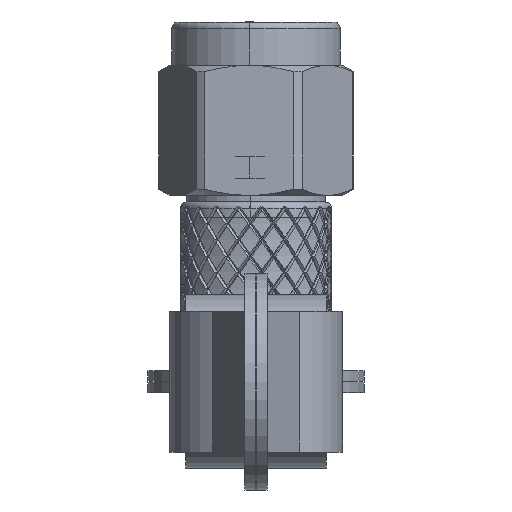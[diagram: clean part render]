
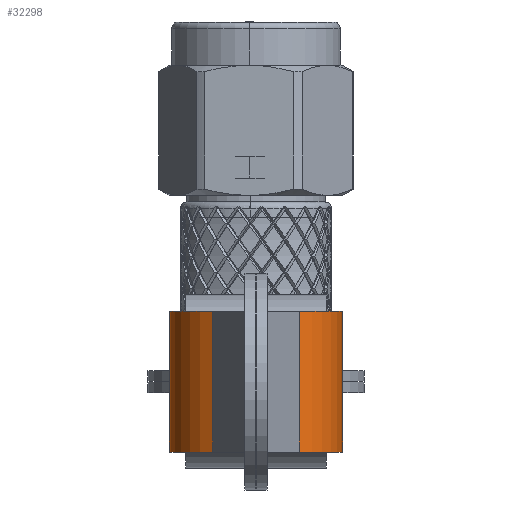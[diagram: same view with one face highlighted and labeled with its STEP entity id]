
A CAD part, front view. The second image highlights one B-rep face of the part: STEP entity #32298.
In plain terms, the highlighted cylindrical face has radius 4 mm (diameter 8 mm), a partial arc.
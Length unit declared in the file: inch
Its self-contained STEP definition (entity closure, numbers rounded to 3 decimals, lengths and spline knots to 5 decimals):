
#1051 = CARTESIAN_POINT ( 'NONE',  ( -0.58809, 0.40852, -0.02657 ) ) ;
#1977 = CARTESIAN_POINT ( 'NONE',  ( -0.63412, 0.41201, 0.04218 ) ) ;
#2373 = VERTEX_POINT ( 'NONE', #62210 ) ;
#5551 = VERTEX_POINT ( 'NONE', #58636 ) ;
#5923 = CARTESIAN_POINT ( 'NONE',  ( -0.62277, 0.25485, -0.12795 ) ) ;
#6524 = CARTESIAN_POINT ( 'NONE',  ( -0.62852, 0.41233, -0.04331 ) ) ;
#6976 = FACE_OUTER_BOUND ( 'NONE', #31103, .T. ) ;
#9189 = EDGE_LOOP ( 'NONE', ( #45050, #48276 ) ) ;
#10310 = CIRCLE ( 'NONE', #56494, 0.15748 ) ;
#11806 = FACE_BOUND ( 'NONE', #9189, .T. ) ;
#11973 = CARTESIAN_POINT ( 'NONE',  ( -0.66055, 0.40775, 0.02194 ) ) ;
#12578 = LINE ( 'NONE', #17112, #53549 ) ;
#13010 = DIRECTION ( 'NONE',  ( 0., 1., 0. ) ) ;
#14432 = AXIS2_PLACEMENT_3D ( 'NONE', #5923, #30025, #35844 ) ;
#15544 = CARTESIAN_POINT ( 'NONE',  ( -0.62277, 0.41233, -0.04331 ) ) ;
#15897 = CARTESIAN_POINT ( 'NONE',  ( -0.58059, 0.4066, 0.01135 ) ) ;
#16283 = CARTESIAN_POINT ( 'NONE',  ( -0.70151, 0.11847, 0.12795 ) ) ;
#16289 = AXIS2_PLACEMENT_3D ( 'NONE', #17269, #46251, #61343 ) ;
#16851 = CARTESIAN_POINT ( 'NONE',  ( -0.62277, 0.41233, 0.04331 ) ) ;
#17112 = CARTESIAN_POINT ( 'NONE',  ( -0.54403, 0.11847, -0.12795 ) ) ;
#17269 = CARTESIAN_POINT ( 'NONE',  ( -0.62277, 0.25485, -0.12795 ) ) ;
#18774 = B_SPLINE_CURVE_WITH_KNOTS ( 'NONE', 3,
 ( #31295, #45819, #24891, #25200, #35209, #1051, #39699, #26147, #35837, #50944, #15897, #25832, #49997, #55117, #55425, #44563, #50313, #44868 ),
 .UNSPECIFIED., .F., .F.,
 ( 4, 2, 2, 2, 2, 2, 2, 2, 4 ),
 ( 0., 0.125, 0.25, 0.375, 0.5, 0.625, 0.75, 0.875, 1. ),
 .UNSPECIFIED. ) ;
#19454 = EDGE_CURVE ( 'NONE', #5551, #63179, #41129, .T. ) ;
#20682 = CARTESIAN_POINT ( 'NONE',  ( -0.66608, 0.40626, -0.00572 ) ) ;
#24835 = ORIENTED_EDGE ( 'NONE', *, *, #28521, .F. ) ;
#24891 = CARTESIAN_POINT ( 'NONE',  ( -0.61145, 0.41202, -0.04219 ) ) ;
#25200 = CARTESIAN_POINT ( 'NONE',  ( -0.60087, 0.41089, -0.0378 ) ) ;
#25832 = CARTESIAN_POINT ( 'NONE',  ( -0.58496, 0.40774, 0.02187 ) ) ;
#26147 = CARTESIAN_POINT ( 'NONE',  ( -0.58057, 0.40659, -0.0113 ) ) ;
#26574 = CYLINDRICAL_SURFACE ( 'NONE', #16289, 0.15748 ) ;
#28521 = EDGE_CURVE ( 'NONE', #55369, #5551, #44953, .T. ) ;
#30025 = DIRECTION ( 'NONE',  ( 0., 0., -1. ) ) ;
#30633 = CARTESIAN_POINT ( 'NONE',  ( -0.64469, 0.41089, 0.03779 ) ) ;
#30943 = CARTESIAN_POINT ( 'NONE',  ( -0.65747, 0.40852, 0.02655 ) ) ;
#31103 = EDGE_LOOP ( 'NONE', ( #24835, #57427, #62112, #40981 ) ) ;
#31295 = CARTESIAN_POINT ( 'NONE',  ( -0.62277, 0.41233, -0.04331 ) ) ;
#31585 = CARTESIAN_POINT ( 'NONE',  ( -0.66607, 0.40626, 0.00576 ) ) ;
#32298 = ADVANCED_FACE ( 'NONE', ( #11806, #6976 ), #26574, .T. ) ;
#34235 = VECTOR ( 'NONE', #45259, 39.37008 ) ;
#35209 = CARTESIAN_POINT ( 'NONE',  ( -0.59623, 0.41014, -0.0347 ) ) ;
#35501 = CARTESIAN_POINT ( 'NONE',  ( -0.6447, 0.41089, -0.03779 ) ) ;
#35812 = CARTESIAN_POINT ( 'NONE',  ( -0.66497, 0.40659, 0.0113 ) ) ;
#35837 = CARTESIAN_POINT ( 'NONE',  ( -0.57947, 0.40626, -0.00575 ) ) ;
#35844 = DIRECTION ( 'NONE',  ( 0., 1., 0. ) ) ;
#36274 = EDGE_CURVE ( 'NONE', #63179, #2373, #12578, .T. ) ;
#36423 = DIRECTION ( 'NONE',  ( 0., 0., 1. ) ) ;
#39699 = CARTESIAN_POINT ( 'NONE',  ( -0.585, 0.40775, -0.02196 ) ) ;
#39893 = B_SPLINE_CURVE_WITH_KNOTS ( 'NONE', 3,
 ( #59923, #39983, #1977, #30633, #60872, #30943, #11973, #35812, #31585, #20682, #50603, #51223, #44846, #59604, #35501, #50290, #6524, #15544 ),
 .UNSPECIFIED., .F., .F.,
 ( 4, 2, 2, 2, 2, 2, 2, 2, 4 ),
 ( 0., 0.125, 0.25, 0.375, 0.5, 0.625, 0.75, 0.875, 1. ),
 .UNSPECIFIED. ) ;
#39983 = CARTESIAN_POINT ( 'NONE',  ( -0.62853, 0.41233, 0.04331 ) ) ;
#40981 = ORIENTED_EDGE ( 'NONE', *, *, #19454, .F. ) ;
#41129 = CIRCLE ( 'NONE', #14432, 0.15748 ) ;
#41361 = CARTESIAN_POINT ( 'NONE',  ( -0.54403, 0.11847, -0.12795 ) ) ;
#42121 = EDGE_CURVE ( 'NONE', #59585, #60213, #39893, .T. ) ;
#44563 = CARTESIAN_POINT ( 'NONE',  ( -0.61145, 0.41202, 0.0422 ) ) ;
#44846 = CARTESIAN_POINT ( 'NONE',  ( -0.65743, 0.40853, -0.02659 ) ) ;
#44868 = CARTESIAN_POINT ( 'NONE',  ( -0.62277, 0.41233, 0.04331 ) ) ;
#44953 = LINE ( 'NONE', #16283, #34235 ) ;
#45050 = ORIENTED_EDGE ( 'NONE', *, *, #42121, .T. ) ;
#45259 = DIRECTION ( 'NONE',  ( 0., 0., -1. ) ) ;
#45457 = CARTESIAN_POINT ( 'NONE',  ( -0.62277, 0.41233, -0.04331 ) ) ;
#45819 = CARTESIAN_POINT ( 'NONE',  ( -0.61703, 0.41233, -0.04331 ) ) ;
#46251 = DIRECTION ( 'NONE',  ( 0., 0., 1. ) ) ;
#48276 = ORIENTED_EDGE ( 'NONE', *, *, #52334, .T. ) ;
#48431 = CARTESIAN_POINT ( 'NONE',  ( -0.70151, 0.11847, 0.12795 ) ) ;
#49997 = CARTESIAN_POINT ( 'NONE',  ( -0.58809, 0.40852, 0.02656 ) ) ;
#50290 = CARTESIAN_POINT ( 'NONE',  ( -0.63407, 0.41202, -0.0422 ) ) ;
#50313 = CARTESIAN_POINT ( 'NONE',  ( -0.61701, 0.41233, 0.04331 ) ) ;
#50603 = CARTESIAN_POINT ( 'NONE',  ( -0.66496, 0.40659, -0.01134 ) ) ;
#50944 = CARTESIAN_POINT ( 'NONE',  ( -0.57946, 0.40626, 0.00573 ) ) ;
#51223 = CARTESIAN_POINT ( 'NONE',  ( -0.66058, 0.40775, -0.02188 ) ) ;
#52334 = EDGE_CURVE ( 'NONE', #60213, #59585, #18774, .T. ) ;
#53506 = EDGE_CURVE ( 'NONE', #55369, #2373, #10310, .T. ) ;
#53549 = VECTOR ( 'NONE', #36423, 39.37008 ) ;
#55117 = CARTESIAN_POINT ( 'NONE',  ( -0.59617, 0.41013, 0.03465 ) ) ;
#55369 = VERTEX_POINT ( 'NONE', #48431 ) ;
#55425 = CARTESIAN_POINT ( 'NONE',  ( -0.60079, 0.41088, 0.03776 ) ) ;
#56494 = AXIS2_PLACEMENT_3D ( 'NONE', #56780, #57093, #13010 ) ;
#56780 = CARTESIAN_POINT ( 'NONE',  ( -0.62277, 0.25485, 0.12795 ) ) ;
#57093 = DIRECTION ( 'NONE',  ( 0., 0., -1. ) ) ;
#57427 = ORIENTED_EDGE ( 'NONE', *, *, #53506, .T. ) ;
#58636 = CARTESIAN_POINT ( 'NONE',  ( -0.70151, 0.11847, -0.12795 ) ) ;
#59585 = VERTEX_POINT ( 'NONE', #16851 ) ;
#59604 = CARTESIAN_POINT ( 'NONE',  ( -0.64934, 0.41013, -0.03468 ) ) ;
#59923 = CARTESIAN_POINT ( 'NONE',  ( -0.62277, 0.41233, 0.04331 ) ) ;
#60213 = VERTEX_POINT ( 'NONE', #45457 ) ;
#60872 = CARTESIAN_POINT ( 'NONE',  ( -0.64934, 0.41013, 0.03468 ) ) ;
#61343 = DIRECTION ( 'NONE',  ( 0., -1., 0. ) ) ;
#62112 = ORIENTED_EDGE ( 'NONE', *, *, #36274, .F. ) ;
#62210 = CARTESIAN_POINT ( 'NONE',  ( -0.54403, 0.11847, 0.12795 ) ) ;
#63179 = VERTEX_POINT ( 'NONE', #41361 ) ;
